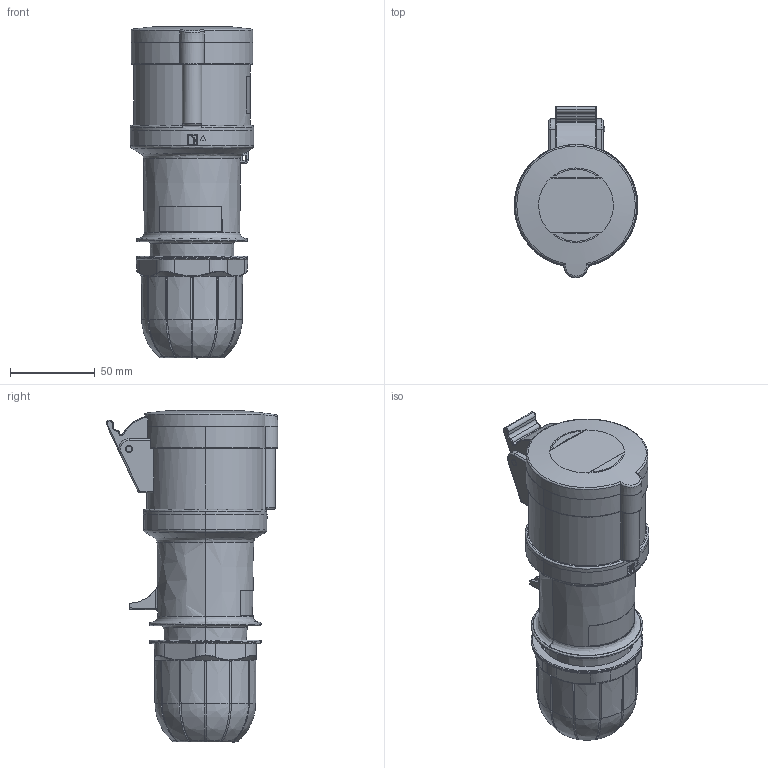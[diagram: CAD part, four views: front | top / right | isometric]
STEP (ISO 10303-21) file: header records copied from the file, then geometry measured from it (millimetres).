
FILE_DESCRIPTION (( 'STEP AP214' ), '1' );
FILE_NAME ('CATSTD-0S432-0C9-M01.STEP', '2019-08-21T14:24:30', ( '' ), ( '' ), 'SwSTEP 2.0', 'SolidWorks 2017', '' );
FILE_SCHEMA (( 'AUTOMOTIVE_DESIGN' ));
Length unit declared in the file: millimetre
Products named in the file (1): CATSTD-0S432-0C9-M01
Bounding box: 73 x 101.19 x 196.05 mm (x, y, z)
Volume: 199705.6 mm3; surface area: 168891.3 mm2
Topology: 10 solids, 10 shells, 3204 faces, 8370 edges, 5218 vertices
Faces by surface type: bspline 1264, plane 909, cylinder 685, cone 330, torus 16
Entity records: 167421 total; most frequent: CARTESIAN_POINT 101250, ORIENTED_EDGE 16636, DIRECTION 9577, EDGE_CURVE 8318, VERTEX_POINT 5218, B_SPLINE_CURVE_WITH_KNOTS 3789, AXIS2_PLACEMENT_3D 3551, EDGE_LOOP 3340
